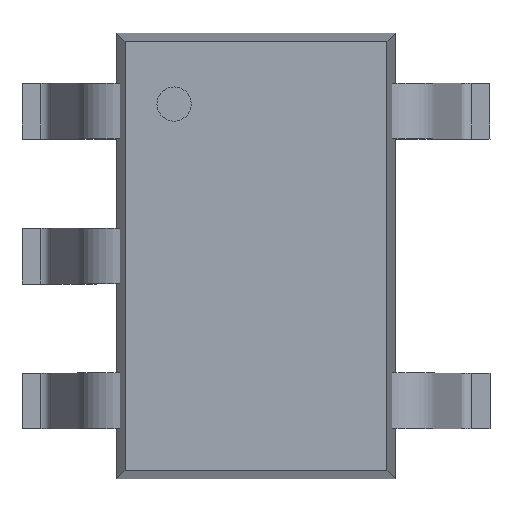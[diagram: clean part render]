
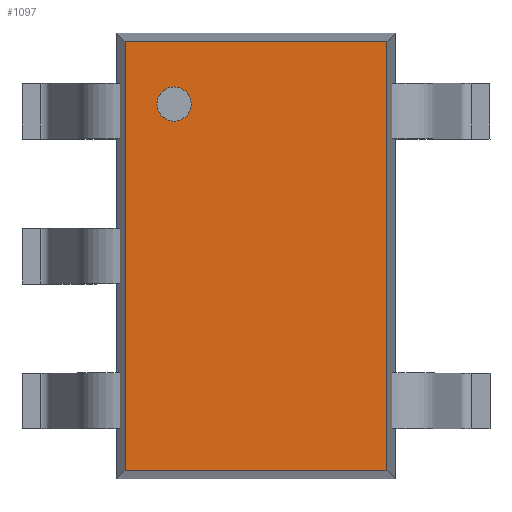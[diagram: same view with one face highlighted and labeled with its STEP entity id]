
A CAD part, top view. The second image highlights one B-rep face of the part: STEP entity #1097.
In plain terms, the highlighted planar face has unit normal (0, 0, 1).
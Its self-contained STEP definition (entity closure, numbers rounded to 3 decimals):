
#19=FACE_BOUND('',#152,.T.);
#25=PLANE('',#1185);
#84=FACE_OUTER_BOUND('',#151,.T.);
#151=EDGE_LOOP('',(#780,#781,#782,#783));
#152=EDGE_LOOP('',(#784));
#216=LINE('',#1617,#342);
#220=LINE('',#1624,#346);
#223=LINE('',#1630,#349);
#225=LINE('',#1633,#351);
#342=VECTOR('',#1291,1000.);
#346=VECTOR('',#1297,1000.);
#349=VECTOR('',#1302,1000.);
#351=VECTOR('',#1306,1000.);
#465=CIRCLE('',#1178,0.077);
#497=VERTEX_POINT('',#1604);
#501=VERTEX_POINT('',#1614);
#502=VERTEX_POINT('',#1616);
#504=VERTEX_POINT('',#1622);
#506=VERTEX_POINT('',#1628);
#601=EDGE_CURVE('',#497,#497,#465,.T.);
#606=EDGE_CURVE('',#502,#501,#216,.T.);
#610=EDGE_CURVE('',#501,#504,#220,.T.);
#613=EDGE_CURVE('',#504,#506,#223,.T.);
#615=EDGE_CURVE('',#506,#502,#225,.T.);
#780=ORIENTED_EDGE('',*,*,#606,.T.);
#781=ORIENTED_EDGE('',*,*,#610,.T.);
#782=ORIENTED_EDGE('',*,*,#613,.T.);
#783=ORIENTED_EDGE('',*,*,#615,.T.);
#784=ORIENTED_EDGE('',*,*,#601,.T.);
#1097=ADVANCED_FACE('',(#84,#19),#25,.T.);
#1178=AXIS2_PLACEMENT_3D('',#1605,#1280,#1281);
#1185=AXIS2_PLACEMENT_3D('',#1634,#1307,#1308);
#1280=DIRECTION('center_axis',(0.,0.,
-1.));
#1281=DIRECTION('ref_axis',(-1.,0.,0.));
#1291=DIRECTION('',(0.,1.,0.));
#1297=DIRECTION('',(-1.,0.,0.));
#1302=DIRECTION('',(0.,-1.,0.));
#1306=DIRECTION('',(1.,0.,0.));
#1307=DIRECTION('center_axis',(0.,0.,
1.));
#1308=DIRECTION('ref_axis',(0.,-1.,0.));
#1604=CARTESIAN_POINT('',(-0.337,0.752,1.094));
#1605=CARTESIAN_POINT('Origin',(-0.413,0.752,1.094));
#1614=CARTESIAN_POINT('',(0.542,1.034,1.094));
#1616=CARTESIAN_POINT('',(0.542,-0.892,1.094));
#1617=CARTESIAN_POINT('',(0.542,1.071,1.094));
#1622=CARTESIAN_POINT('',(-0.633,1.034,1.094));
#1624=CARTESIAN_POINT('',(-0.671,1.034,1.094));
#1628=CARTESIAN_POINT('',(-0.633,-0.892,1.094));
#1630=CARTESIAN_POINT('',(-0.633,1.071,1.094));
#1633=CARTESIAN_POINT('',(-0.671,-0.892,1.094));
#1634=CARTESIAN_POINT('Origin',(-0.046,0.071,
1.094));
